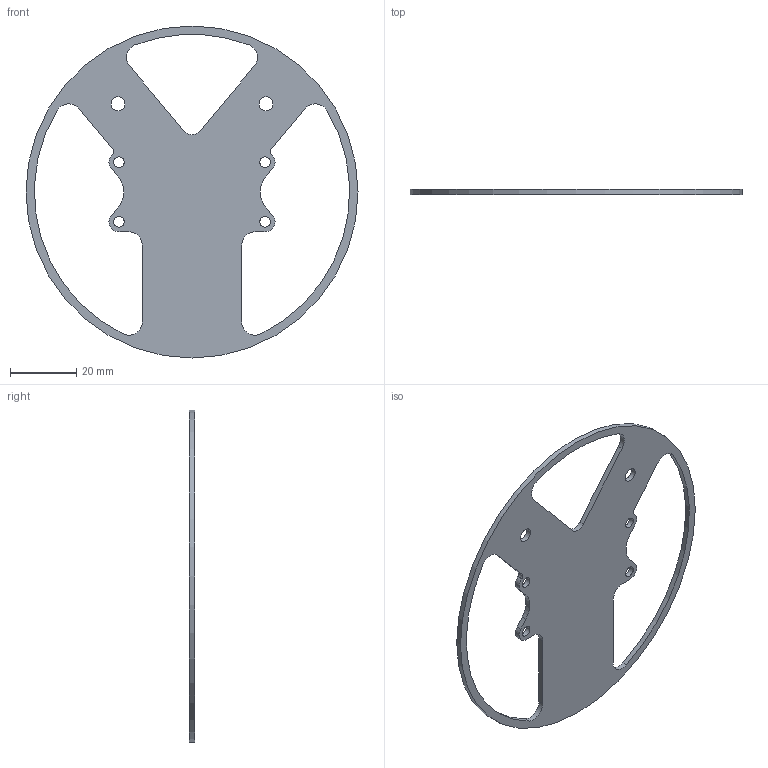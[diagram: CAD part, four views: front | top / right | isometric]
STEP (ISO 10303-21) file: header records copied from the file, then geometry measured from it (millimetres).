
FILE_DESCRIPTION(/* description */ (''),/* implementation_level */ '2;1');
FILE_NAME(/* name */ '79501ffd-fbd9-4fd0-806a-748841fc82c1.stp',/* time_stamp */ '2022-10-31T22:46:21Z',/* author */ (''),/* organization */ (''),/* preprocessor_version */ 'ST-DEVELOPER v19.2',/* originating_system */ 'Autodesk Translation Framework v11.17.0.187',/* authorisation */ '');
FILE_SCHEMA (('AUTOMOTIVE_DESIGN { 1 0 10303 214 3 1 1 }'));
Length unit declared in the file: millimetre
Products named in the file (1): BaseplateV2
Bounding box: 100 x 1.6 x 100 mm (x, y, z)
Volume: 6639.6 mm3; surface area: 9633.3 mm2
Topology: 1 solids, 1 shells, 43 faces, 123 edges, 82 vertices
Faces by surface type: cylinder 27, plane 16
Full cylindrical faces by diameter (mm): 3.2 x4, 4.2 x2, 100 x1
Entity records: 1507 total; most frequent: DIRECTION 265, CARTESIAN_POINT 249, ORIENTED_EDGE 246, EDGE_CURVE 123, AXIS2_PLACEMENT_3D 98, VERTEX_POINT 82, LINE 69, VECTOR 69
